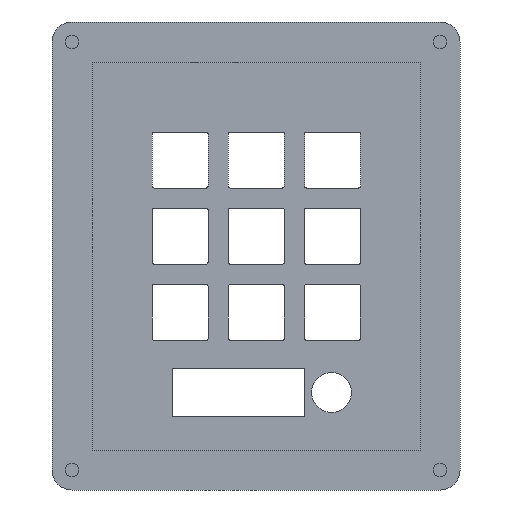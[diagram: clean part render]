
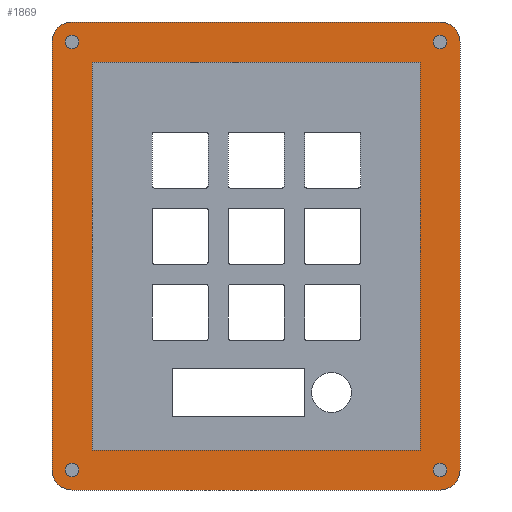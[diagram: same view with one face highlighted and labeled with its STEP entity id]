
A CAD part, front view. The second image highlights one B-rep face of the part: STEP entity #1869.
In plain terms, the highlighted planar face has unit normal (0, -1, 0).
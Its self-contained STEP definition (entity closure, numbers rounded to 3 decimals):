
#15=FACE_BOUND('',#575,.T.);
#16=FACE_BOUND('',#576,.T.);
#17=FACE_BOUND('',#577,.T.);
#18=FACE_BOUND('',#578,.T.);
#19=FACE_BOUND('',#579,.T.);
#47=LINE('',#2769,#236);
#50=LINE('',#2777,#239);
#51=LINE('',#2781,#240);
#52=LINE('',#2785,#241);
#53=LINE('',#2789,#242);
#54=LINE('',#2791,#243);
#55=LINE('',#2793,#244);
#56=LINE('',#2794,#245);
#236=VECTOR('',#2205,10.);
#239=VECTOR('',#2212,10.);
#240=VECTOR('',#2215,10.);
#241=VECTOR('',#2218,10.);
#242=VECTOR('',#2221,10.);
#243=VECTOR('',#2222,10.);
#244=VECTOR('',#2223,10.);
#245=VECTOR('',#2224,10.);
#474=FACE_OUTER_BOUND('',#574,.T.);
#574=EDGE_LOOP('',(#1271,#1272,#1273,#1274,#1275,#1276,#1277,#1278));
#575=EDGE_LOOP('',(#1279));
#576=EDGE_LOOP('',(#1280));
#577=EDGE_LOOP('',(#1281));
#578=EDGE_LOOP('',(#1282));
#579=EDGE_LOOP('',(#1283,#1284,#1285,#1286));
#696=CIRCLE('',#1983,1.7);
#697=CIRCLE('',#1985,1.7);
#698=CIRCLE('',#1987,1.7);
#699=CIRCLE('',#1989,1.7);
#700=CIRCLE('',#1992,5.);
#701=CIRCLE('',#1993,5.);
#702=CIRCLE('',#1994,5.);
#703=CIRCLE('',#1995,5.);
#786=VERTEX_POINT('',#2749);
#787=VERTEX_POINT('',#2753);
#788=VERTEX_POINT('',#2757);
#789=VERTEX_POINT('',#2761);
#790=VERTEX_POINT('',#2765);
#792=VERTEX_POINT('',#2768);
#794=VERTEX_POINT('',#2774);
#795=VERTEX_POINT('',#2776);
#796=VERTEX_POINT('',#2778);
#797=VERTEX_POINT('',#2780);
#798=VERTEX_POINT('',#2782);
#799=VERTEX_POINT('',#2784);
#800=VERTEX_POINT('',#2787);
#801=VERTEX_POINT('',#2788);
#802=VERTEX_POINT('',#2790);
#803=VERTEX_POINT('',#2792);
#973=EDGE_CURVE('',#786,#786,#696,.T.);
#975=EDGE_CURVE('',#787,#787,#697,.T.);
#977=EDGE_CURVE('',#788,#788,#698,.T.);
#979=EDGE_CURVE('',#789,#789,#699,.T.);
#981=EDGE_CURVE('',#792,#790,#47,.T.);
#984=EDGE_CURVE('',#794,#790,#700,.T.);
#985=EDGE_CURVE('',#794,#795,#50,.T.);
#986=EDGE_CURVE('',#796,#795,#701,.T.);
#987=EDGE_CURVE('',#796,#797,#51,.T.);
#988=EDGE_CURVE('',#798,#797,#702,.T.);
#989=EDGE_CURVE('',#798,#799,#52,.T.);
#990=EDGE_CURVE('',#792,#799,#703,.T.);
#991=EDGE_CURVE('',#800,#801,#53,.T.);
#992=EDGE_CURVE('',#801,#802,#54,.T.);
#993=EDGE_CURVE('',#802,#803,#55,.T.);
#994=EDGE_CURVE('',#803,#800,#56,.T.);
#1271=ORIENTED_EDGE('',*,*,#984,.F.);
#1272=ORIENTED_EDGE('',*,*,#985,.T.);
#1273=ORIENTED_EDGE('',*,*,#986,.F.);
#1274=ORIENTED_EDGE('',*,*,#987,.T.);
#1275=ORIENTED_EDGE('',*,*,#988,.F.);
#1276=ORIENTED_EDGE('',*,*,#989,.T.);
#1277=ORIENTED_EDGE('',*,*,#990,.F.);
#1278=ORIENTED_EDGE('',*,*,#981,.T.);
#1279=ORIENTED_EDGE('',*,*,#973,.T.);
#1280=ORIENTED_EDGE('',*,*,#975,.T.);
#1281=ORIENTED_EDGE('',*,*,#977,.T.);
#1282=ORIENTED_EDGE('',*,*,#979,.T.);
#1283=ORIENTED_EDGE('',*,*,#991,.T.);
#1284=ORIENTED_EDGE('',*,*,#992,.T.);
#1285=ORIENTED_EDGE('',*,*,#993,.T.);
#1286=ORIENTED_EDGE('',*,*,#994,.T.);
#1810=PLANE('',#1991);
#1869=ADVANCED_FACE('',(#474,#15,#16,#17,#18,#19),#1810,.F.);
#1983=AXIS2_PLACEMENT_3D('',#2751,#2185,#2186);
#1985=AXIS2_PLACEMENT_3D('',#2755,#2190,#2191);
#1987=AXIS2_PLACEMENT_3D('',#2759,#2195,#2196);
#1989=AXIS2_PLACEMENT_3D('',#2763,#2200,#2201);
#1991=AXIS2_PLACEMENT_3D('',#2773,#2208,#2209);
#1992=AXIS2_PLACEMENT_3D('',#2775,#2210,#2211);
#1993=AXIS2_PLACEMENT_3D('',#2779,#2213,#2214);
#1994=AXIS2_PLACEMENT_3D('',#2783,#2216,#2217);
#1995=AXIS2_PLACEMENT_3D('',#2786,#2219,#2220);
#2185=DIRECTION('center_axis',(0.,1.,0.));
#2186=DIRECTION('ref_axis',(1.,0.,0.));
#2190=DIRECTION('center_axis',(0.,1.,0.));
#2191=DIRECTION('ref_axis',(1.,0.,0.));
#2195=DIRECTION('center_axis',(0.,1.,0.));
#2196=DIRECTION('ref_axis',(1.,0.,0.));
#2200=DIRECTION('center_axis',(0.,1.,0.));
#2201=DIRECTION('ref_axis',(1.,0.,0.));
#2205=DIRECTION('',(1.,0.,0.));
#2208=DIRECTION('center_axis',(0.,1.,0.));
#2209=DIRECTION('ref_axis',(1.,0.,0.));
#2210=DIRECTION('center_axis',(0.,1.,0.));
#2211=DIRECTION('ref_axis',(0.707,0.,-0.707));
#2212=DIRECTION('',(0.,0.,1.));
#2213=DIRECTION('center_axis',(0.,1.,0.));
#2214=DIRECTION('ref_axis',(0.707,0.,0.707));
#2215=DIRECTION('',(-1.,0.,0.));
#2216=DIRECTION('center_axis',(0.,1.,0.));
#2217=DIRECTION('ref_axis',(-0.707,0.,0.707));
#2218=DIRECTION('',(0.,0.,-1.));
#2219=DIRECTION('center_axis',(0.,1.,0.));
#2220=DIRECTION('ref_axis',(-0.707,0.,-0.707));
#2221=DIRECTION('',(1.,0.,0.));
#2222=DIRECTION('',(0.,0.,-1.));
#2223=DIRECTION('',(-1.,0.,0.));
#2224=DIRECTION('',(0.,0.,1.));
#2749=CARTESIAN_POINT('',(85.3,-10.,-5.));
#2751=CARTESIAN_POINT('Origin',(87.,-10.,-5.));
#2753=CARTESIAN_POINT('',(-6.7,-10.,102.));
#2755=CARTESIAN_POINT('Origin',(-5.,-10.,102.));
#2757=CARTESIAN_POINT('',(-6.7,-10.,-5.));
#2759=CARTESIAN_POINT('Origin',(-5.,-10.,-5.));
#2761=CARTESIAN_POINT('',(85.3,-10.,102.));
#2763=CARTESIAN_POINT('Origin',(87.,-10.,102.));
#2765=CARTESIAN_POINT('',(87.,-10.,-10.));
#2768=CARTESIAN_POINT('',(-5.,-10.,-10.));
#2769=CARTESIAN_POINT('',(-10.,-10.,-10.));
#2773=CARTESIAN_POINT('Origin',(41.,-10.,48.5));
#2774=CARTESIAN_POINT('',(92.,-10.,-5.));
#2775=CARTESIAN_POINT('Origin',(87.,-10.,-5.));
#2776=CARTESIAN_POINT('',(92.,-10.,102.));
#2777=CARTESIAN_POINT('',(92.,-10.,-10.));
#2778=CARTESIAN_POINT('',(87.,-10.,107.));
#2779=CARTESIAN_POINT('Origin',(87.,-10.,102.));
#2780=CARTESIAN_POINT('',(-5.,-10.,107.));
#2781=CARTESIAN_POINT('',(92.,-10.,107.));
#2782=CARTESIAN_POINT('',(-10.,-10.,102.));
#2783=CARTESIAN_POINT('Origin',(-5.,-10.,102.));
#2784=CARTESIAN_POINT('',(-10.,-10.,-5.));
#2785=CARTESIAN_POINT('',(-10.,-10.,107.));
#2786=CARTESIAN_POINT('Origin',(-5.,-10.,-5.));
#2787=CARTESIAN_POINT('',(0.,-10.,97.));
#2788=CARTESIAN_POINT('',(82.,-10.,97.));
#2789=CARTESIAN_POINT('',(82.,-10.,97.));
#2790=CARTESIAN_POINT('',(82.,-10.,0.));
#2791=CARTESIAN_POINT('',(82.,-10.,0.));
#2792=CARTESIAN_POINT('',(0.,-10.,0.));
#2793=CARTESIAN_POINT('',(0.,-10.,0.));
#2794=CARTESIAN_POINT('',(0.,-10.,97.));
